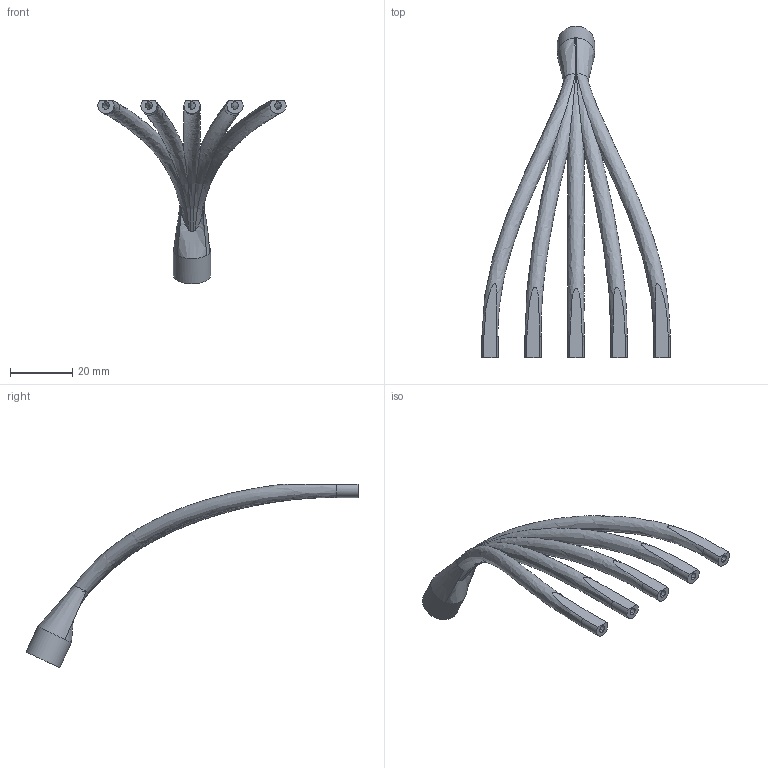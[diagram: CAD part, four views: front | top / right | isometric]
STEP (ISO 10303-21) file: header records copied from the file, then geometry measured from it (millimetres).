
FILE_DESCRIPTION(/* description */ (''),/* implementation_level */ '2;1');
FILE_NAME(/* name */ 'Merger_V2.step',/* time_stamp */ '2021-05-04T13:22:08-04:00',/* author */ (''),/* organization */ (''),/* preprocessor_version */ 'ST-DEVELOPER v18.1',/* originating_system */ 'Autodesk Translation Framework v10.6.0.1341',/* authorisation */ '');
FILE_SCHEMA (('AUTOMOTIVE_DESIGN { 1 0 10303 214 3 1 1 }'));
Length unit declared in the file: millimetre
Products named in the file (1): merger floating design
Bounding box: 60.7 x 107.09 x 59.21 mm (x, y, z)
Volume: 8966.1 mm3; surface area: 12003.6 mm2
Topology: 2 solids, 2 shells, 111 faces, 316 edges, 208 vertices
Faces by surface type: bspline 74, cylinder 22, plane 15
Full cylindrical faces by diameter (mm): 4.6 x2, 9.236 x4, 10.147 x4, 12 x1
Entity records: 8682 total; most frequent: CARTESIAN_POINT 6389, ORIENTED_EDGE 632, EDGE_CURVE 316, B_SPLINE_CURVE_WITH_KNOTS 229, VERTEX_POINT 208, DIRECTION 194, EDGE_LOOP 120, FACE_OUTER_BOUND 111
